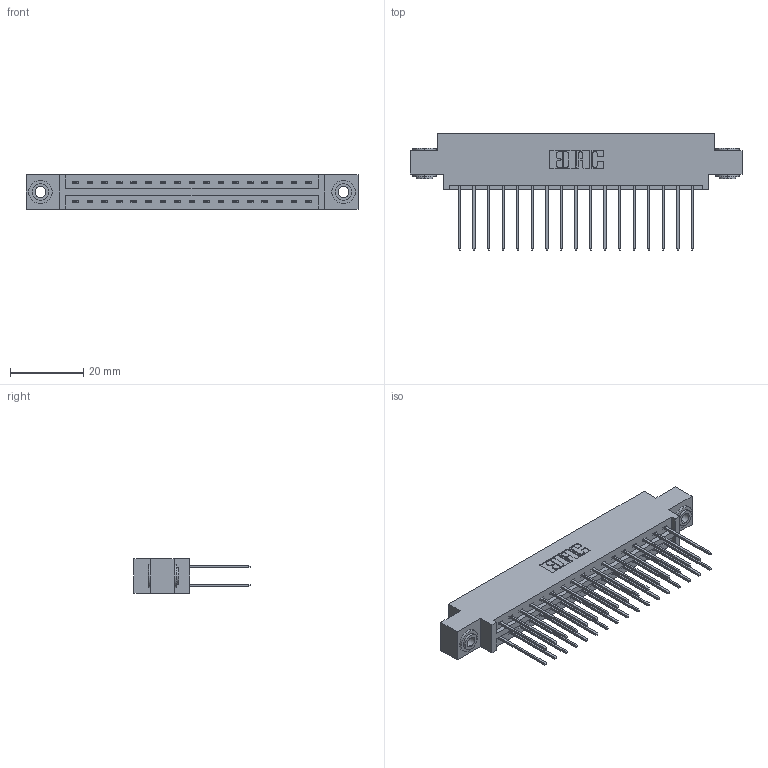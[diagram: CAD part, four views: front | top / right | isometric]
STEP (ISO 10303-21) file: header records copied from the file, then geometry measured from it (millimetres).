
FILE_DESCRIPTION (( 'STEP AP203' ), '1' );
FILE_NAME ('337-034-542-803.STEP', '2018-08-07T12:34:24', ( '' ), ( '' ), 'SwSTEP 2.0', 'SolidWorks 2016', '' );
FILE_SCHEMA (( 'CONFIG_CONTROL_DESIGN' ));
Length unit declared in the file: inch
Products named in the file (4): 345-292-001_345-293-142; 345-250-002_345-250-002-102; 337-034-542-803; 337 Part_0.170 Offset - 0.156 Dia-TH
Assembly tree (37 placements, depth 2):
  337-034-542-803
    337 Part_0.170 Offset - 0.156 Dia-TH
    345-292-001_345-293-142  x34
    345-250-002_345-250-002-102  x2
Bounding box: 90.37 x 31.63 x 9.4 mm (x, y, z)
Volume: 9251.9 mm3; surface area: 11338.8 mm2
Topology: 37 solids, 37 shells, 1992 faces, 5873 edges, 3866 vertices
Faces by surface type: plane 1376, cylinder 608, cone 8
Entity records: 17214 total; most frequent: CARTESIAN_POINT 2897, ORIENTED_EDGE 2826, DIRECTION 2543, EDGE_CURVE 1413, VECTOR 1261, LINE 1261, VERTEX_POINT 938, AXIS2_PLACEMENT_3D 641
